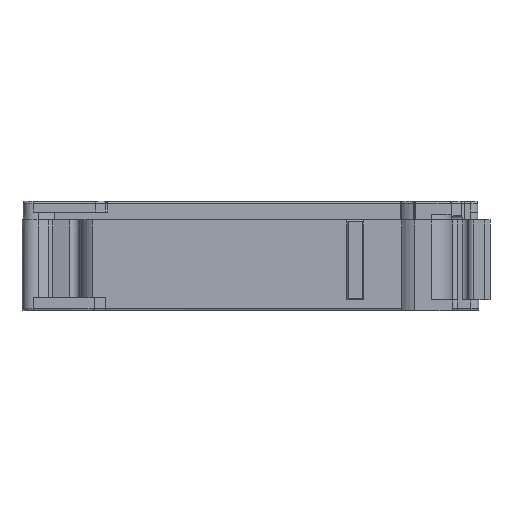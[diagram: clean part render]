
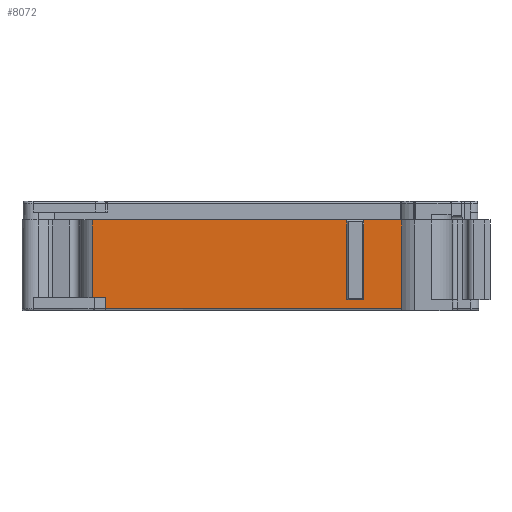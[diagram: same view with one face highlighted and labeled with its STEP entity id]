
A CAD part, front view. The second image highlights one B-rep face of the part: STEP entity #8072.
In plain terms, the highlighted planar face has unit normal (0, -1, 0).
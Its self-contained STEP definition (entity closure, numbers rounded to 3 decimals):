
#8034=AXIS2_PLACEMENT_3D('Plane Axis2P3D',#8031,#8032,#8033) ;
#47=CARTESIAN_POINT('Line Origine',(-19.622,4.5,29.25)) ;
#51=CARTESIAN_POINT('Vertex',(-19.05,4.5,29.25)) ;
#53=CARTESIAN_POINT('Vertex',(-20.193,4.5,29.25)) ;
#418=CARTESIAN_POINT('Line Origine',(-20.193,4.5,32.15)) ;
#422=CARTESIAN_POINT('Vertex',(-20.193,4.5,36.25)) ;
#1257=CARTESIAN_POINT('Line Origine',(4.25,4.5,32.65)) ;
#1261=CARTESIAN_POINT('Vertex',(4.25,4.5,36.25)) ;
#1263=CARTESIAN_POINT('Vertex',(4.25,4.5,29.05)) ;
#1308=CARTESIAN_POINT('Vertex',(2.75,4.5,29.05)) ;
#1311=CARTESIAN_POINT('Line Origine',(3.5,4.5,29.05)) ;
#1328=CARTESIAN_POINT('Line Origine',(2.75,4.5,32.65)) ;
#1332=CARTESIAN_POINT('Vertex',(2.75,4.5,36.25)) ;
#7868=CARTESIAN_POINT('Vertex',(-19.05,4.5,28.25)) ;
#7871=CARTESIAN_POINT('Line Origine',(-19.05,4.5,28.75)) ;
#8031=CARTESIAN_POINT('Axis2P3D Location',(7.703,4.5,36.25)) ;
#8036=CARTESIAN_POINT('Line Origine',(7.703,4.5,32.25)) ;
#8040=CARTESIAN_POINT('Vertex',(7.703,4.5,36.25)) ;
#8042=CARTESIAN_POINT('Vertex',(7.703,4.5,28.25)) ;
#8045=CARTESIAN_POINT('Line Origine',(5.976,4.5,36.25)) ;
#8050=CARTESIAN_POINT('Line Origine',(-8.722,4.5,36.25)) ;
#8055=CARTESIAN_POINT('Line Origine',(-5.674,4.5,28.25)) ;
#48=DIRECTION('Vector Direction',(-1.,0.,0.)) ;
#419=DIRECTION('Vector Direction',(0.,0.,1.)) ;
#1258=DIRECTION('Vector Direction',(0.,0.,-1.)) ;
#1312=DIRECTION('Vector Direction',(-1.,0.,0.)) ;
#1329=DIRECTION('Vector Direction',(0.,0.,-1.)) ;
#7872=DIRECTION('Vector Direction',(0.,0.,1.)) ;
#8032=DIRECTION('Axis2P3D Direction',(0.,-1.,0.)) ;
#8033=DIRECTION('Axis2P3D XDirection',(-1.,0.,0.)) ;
#8037=DIRECTION('Vector Direction',(0.,0.,-1.)) ;
#8046=DIRECTION('Vector Direction',(-1.,0.,0.)) ;
#8051=DIRECTION('Vector Direction',(-1.,0.,0.)) ;
#8056=DIRECTION('Vector Direction',(-1.,0.,0.)) ;
#49=VECTOR('Line Direction',#48,1.) ;
#420=VECTOR('Line Direction',#419,1.) ;
#1259=VECTOR('Line Direction',#1258,1.) ;
#1313=VECTOR('Line Direction',#1312,1.) ;
#1330=VECTOR('Line Direction',#1329,1.) ;
#7873=VECTOR('Line Direction',#7872,1.) ;
#8038=VECTOR('Line Direction',#8037,1.) ;
#8047=VECTOR('Line Direction',#8046,1.) ;
#8052=VECTOR('Line Direction',#8051,1.) ;
#8057=VECTOR('Line Direction',#8056,1.) ;
#8061=ORIENTED_EDGE('',*,*,#8044,.F.) ;
#8062=ORIENTED_EDGE('',*,*,#8049,.F.) ;
#8063=ORIENTED_EDGE('',*,*,#1265,.T.) ;
#8064=ORIENTED_EDGE('',*,*,#1315,.T.) ;
#8065=ORIENTED_EDGE('',*,*,#1334,.F.) ;
#8066=ORIENTED_EDGE('',*,*,#8054,.F.) ;
#8067=ORIENTED_EDGE('',*,*,#424,.T.) ;
#8068=ORIENTED_EDGE('',*,*,#55,.F.) ;
#8069=ORIENTED_EDGE('',*,*,#7875,.F.) ;
#8070=ORIENTED_EDGE('',*,*,#8059,.T.) ;
#8072=ADVANCED_FACE('Corps principal ( *SOL1 - wsp *MASTER -  )',(#8071),#8035,.T.) ;
#55=EDGE_CURVE('',#52,#54,#50,.T.) ;
#424=EDGE_CURVE('',#423,#54,#421,.F.) ;
#1265=EDGE_CURVE('',#1262,#1264,#1260,.T.) ;
#1315=EDGE_CURVE('',#1264,#1309,#1314,.T.) ;
#1334=EDGE_CURVE('',#1333,#1309,#1331,.T.) ;
#7875=EDGE_CURVE('',#7869,#52,#7874,.T.) ;
#8044=EDGE_CURVE('',#8041,#8043,#8039,.T.) ;
#8049=EDGE_CURVE('',#1262,#8041,#8048,.F.) ;
#8054=EDGE_CURVE('',#423,#1333,#8053,.F.) ;
#8059=EDGE_CURVE('',#7869,#8043,#8058,.F.) ;
#8060=EDGE_LOOP('',(#8061,#8062,#8063,#8064,#8065,#8066,#8067,#8068,#8069,#8070)) ;
#8071=FACE_OUTER_BOUND('',#8060,.T.) ;
#50=LINE('Line',#47,#49) ;
#421=LINE('Line',#418,#420) ;
#1260=LINE('Line',#1257,#1259) ;
#1314=LINE('Line',#1311,#1313) ;
#1331=LINE('Line',#1328,#1330) ;
#7874=LINE('Line',#7871,#7873) ;
#8039=LINE('Line',#8036,#8038) ;
#8048=LINE('Line',#8045,#8047) ;
#8053=LINE('Line',#8050,#8052) ;
#8058=LINE('Line',#8055,#8057) ;
#8035=PLANE('Plane',#8034) ;
#52=VERTEX_POINT('',#51) ;
#54=VERTEX_POINT('',#53) ;
#423=VERTEX_POINT('',#422) ;
#1262=VERTEX_POINT('',#1261) ;
#1264=VERTEX_POINT('',#1263) ;
#1309=VERTEX_POINT('',#1308) ;
#1333=VERTEX_POINT('',#1332) ;
#7869=VERTEX_POINT('',#7868) ;
#8041=VERTEX_POINT('',#8040) ;
#8043=VERTEX_POINT('',#8042) ;
